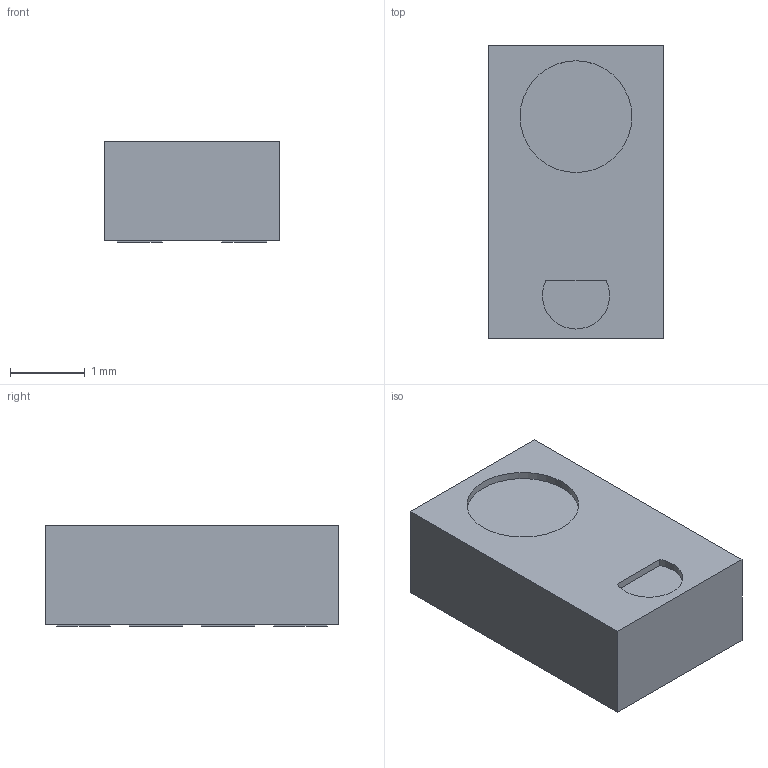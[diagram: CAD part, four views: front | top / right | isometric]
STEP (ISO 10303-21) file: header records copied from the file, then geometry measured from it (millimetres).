
FILE_DESCRIPTION(('FreeCAD Model'),'2;1');
FILE_NAME ('Avago_APDS-9950.step', '2020-10-19T11:51:58+00:00', 'Stefan Hamminga', '', '', '', '');
FILE_SCHEMA(('AUTOMOTIVE_DESIGN_CC2 { 1 2 10303 214 -1 1 5 4 }'));
Length unit declared in the file: millimetre
Products named in the file (6): ASSEMBLY; Pad; Pad_(Mirror_#2); Pad_(Mirror_#1); Pad_(Mirror_#3); Pocket001
Assembly tree (5 placements, depth 2):
  ASSEMBLY
    Pad
    Pad_(Mirror_#2)
    Pad_(Mirror_#1)
    Pad_(Mirror_#3)
    Pocket001
Bounding box: 2.36 x 3.94 x 1.35 mm (x, y, z)
Volume: 12.2 mm3; surface area: 43.7 mm2
Topology: 9 solids, 9 shells, 69 faces, 141 edges, 94 vertices
Faces by surface type: plane 67, cylinder 2
Full cylindrical faces by diameter (mm): 1.5 x1
Entity records: 3929 total; most frequent: CARTESIAN_POINT 604, DIRECTION 575, LINE 415, VECTOR 415, ORIENTED_EDGE 282, PCURVE 282, DEFINITIONAL_REPRESENTATION 282, EDGE_CURVE 141
